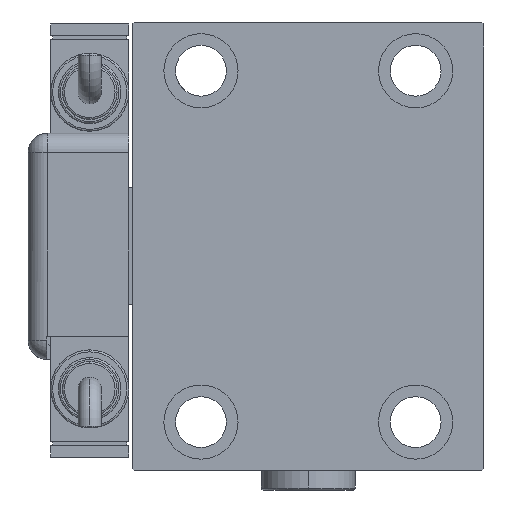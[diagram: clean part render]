
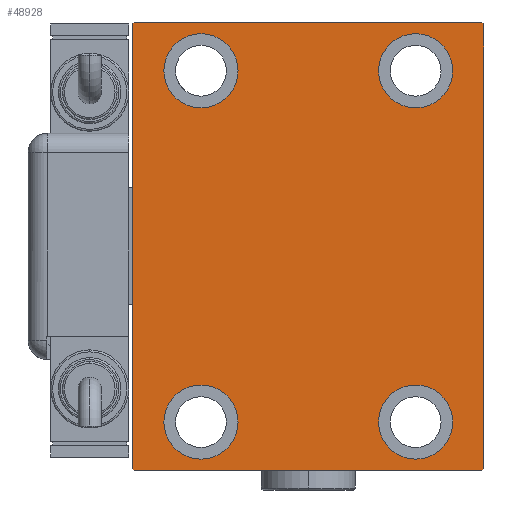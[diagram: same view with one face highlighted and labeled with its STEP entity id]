
A CAD part, left-side view. The second image highlights one B-rep face of the part: STEP entity #48928.
In plain terms, the highlighted face is planar.
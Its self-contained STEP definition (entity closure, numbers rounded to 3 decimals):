
#63 = AXIS2_PLACEMENT_3D ( 'NONE', #16351, #35389, #30704 ) ;
#209 = DIRECTION ( 'NONE',  ( 0., -1., 0. ) ) ;
#540 = EDGE_CURVE ( 'NONE', #43260, #39034, #33737, .T. ) ;
#803 = VERTEX_POINT ( 'NONE', #17864 ) ;
#1235 = ORIENTED_EDGE ( 'NONE', *, *, #27460, .T. ) ;
#1597 = EDGE_CURVE ( 'NONE', #29432, #8923, #45355, .T. ) ;
#1723 = CARTESIAN_POINT ( 'NONE',  ( 108., 51., -51. ) ) ;
#1907 = DIRECTION ( 'NONE',  ( 0., 0., 1. ) ) ;
#2118 = DIRECTION ( 'NONE',  ( 0., 0., 1. ) ) ;
#3724 = EDGE_CURVE ( 'NONE', #23007, #16407, #37673, .T. ) ;
#5303 = AXIS2_PLACEMENT_3D ( 'NONE', #14699, #39338, #19695 ) ;
#5409 = DIRECTION ( 'NONE',  ( -1., 0., 0. ) ) ;
#5498 = CARTESIAN_POINT ( 'NONE',  ( 108., -27.5, -45. ) ) ;
#6100 = EDGE_LOOP ( 'NONE', ( #33414, #28373 ) ) ;
#6172 = VERTEX_POINT ( 'NONE', #32356 ) ;
#6389 = EDGE_CURVE ( 'NONE', #44032, #51459, #25168, .T. ) ;
#6943 = VECTOR ( 'NONE', #209, 1000. ) ;
#6983 = EDGE_CURVE ( 'NONE', #26350, #59274, #32731, .T. ) ;
#7440 = DIRECTION ( 'NONE',  ( 0., 1., 0. ) ) ;
#8265 = CARTESIAN_POINT ( 'NONE',  ( 108., -27.5, 45. ) ) ;
#8547 = CARTESIAN_POINT ( 'NONE',  ( 108., 45., -57. ) ) ;
#8923 = VERTEX_POINT ( 'NONE', #56330 ) ;
#11483 = CIRCLE ( 'NONE', #30430, 9.5 ) ;
#11623 = FACE_OUTER_BOUND ( 'NONE', #47751, .T. ) ;
#11719 = DIRECTION ( 'NONE',  ( 0., 0.707, 0.707 ) ) ;
#11870 = ORIENTED_EDGE ( 'NONE', *, *, #38377, .T. ) ;
#12236 = ORIENTED_EDGE ( 'NONE', *, *, #1597, .T. ) ;
#13286 = ORIENTED_EDGE ( 'NONE', *, *, #3724, .T. ) ;
#13560 = DIRECTION ( 'NONE',  ( 0., 0., 1. ) ) ;
#13589 = ORIENTED_EDGE ( 'NONE', *, *, #6983, .T. ) ;
#13743 = ORIENTED_EDGE ( 'NONE', *, *, #41849, .T. ) ;
#14005 = CIRCLE ( 'NONE', #63, 9.5 ) ;
#14699 = CARTESIAN_POINT ( 'NONE',  ( 108., -27.5, -45. ) ) ;
#14910 = DIRECTION ( 'NONE',  ( -1., 0., 0. ) ) ;
#15032 = CARTESIAN_POINT ( 'NONE',  ( 108., 45., -57.5 ) ) ;
#15217 = CARTESIAN_POINT ( 'NONE',  ( 108., 27.5, 45. ) ) ;
#16351 = CARTESIAN_POINT ( 'NONE',  ( 108., -27.5, 45. ) ) ;
#16407 = VERTEX_POINT ( 'NONE', #29764 ) ;
#16724 = VERTEX_POINT ( 'NONE', #34099 ) ;
#16770 = DIRECTION ( 'NONE',  ( 0., -0.707, -0.707 ) ) ;
#16937 = VERTEX_POINT ( 'NONE', #45934 ) ;
#17739 = CARTESIAN_POINT ( 'NONE',  ( 108., -45., -57.5 ) ) ;
#17864 = CARTESIAN_POINT ( 'NONE',  ( 108., 45., 57. ) ) ;
#18577 = CARTESIAN_POINT ( 'NONE',  ( 108., -44.5, -57.5 ) ) ;
#18708 = VECTOR ( 'NONE', #11719, 1000. ) ;
#19488 = CIRCLE ( 'NONE', #54376, 9.5 ) ;
#19695 = DIRECTION ( 'NONE',  ( 0., 0., 1. ) ) ;
#19865 = CARTESIAN_POINT ( 'NONE',  ( 108., 27.5, -45. ) ) ;
#21344 = DIRECTION ( 'NONE',  ( 0., 0., -1. ) ) ;
#21933 = DIRECTION ( 'NONE',  ( 0., 0., -1. ) ) ;
#22234 = FACE_BOUND ( 'NONE', #6100, .T. ) ;
#22390 = LINE ( 'NONE', #55782, #31634 ) ;
#22769 = AXIS2_PLACEMENT_3D ( 'NONE', #34918, #35519, #2118 ) ;
#23007 = VERTEX_POINT ( 'NONE', #38387 ) ;
#23642 = DIRECTION ( 'NONE',  ( -1., 0., 0. ) ) ;
#23897 = EDGE_LOOP ( 'NONE', ( #37967, #1235 ) ) ;
#24564 = DIRECTION ( 'NONE',  ( 0., 0., 1. ) ) ;
#25015 = CARTESIAN_POINT ( 'NONE',  ( 108., 51., 51. ) ) ;
#25168 = LINE ( 'NONE', #1723, #18708 ) ;
#25256 = ORIENTED_EDGE ( 'NONE', *, *, #33953, .T. ) ;
#25326 = DIRECTION ( 'NONE',  ( 0., -0.707, 0.707 ) ) ;
#26350 = VERTEX_POINT ( 'NONE', #59631 ) ;
#26685 = VERTEX_POINT ( 'NONE', #28940 ) ;
#26934 = EDGE_LOOP ( 'NONE', ( #13589, #13743 ) ) ;
#27024 = EDGE_CURVE ( 'NONE', #8923, #27765, #58105, .T. ) ;
#27460 = EDGE_CURVE ( 'NONE', #26685, #16937, #37226, .T. ) ;
#27765 = VERTEX_POINT ( 'NONE', #18577 ) ;
#27811 = EDGE_LOOP ( 'NONE', ( #49230, #60679 ) ) ;
#28308 = EDGE_CURVE ( 'NONE', #803, #23007, #34991, .T. ) ;
#28373 = ORIENTED_EDGE ( 'NONE', *, *, #540, .T. ) ;
#28940 = CARTESIAN_POINT ( 'NONE',  ( 108., -27.5, -35.5 ) ) ;
#29432 = VERTEX_POINT ( 'NONE', #33538 ) ;
#29764 = CARTESIAN_POINT ( 'NONE',  ( 108., -44.5, 57.5 ) ) ;
#30430 = AXIS2_PLACEMENT_3D ( 'NONE', #46044, #5409, #13560 ) ;
#30600 = CIRCLE ( 'NONE', #41554, 9.5 ) ;
#30704 = DIRECTION ( 'NONE',  ( 0., 0., 1. ) ) ;
#30756 = AXIS2_PLACEMENT_3D ( 'NONE', #8265, #36380, #61019 ) ;
#31014 = CARTESIAN_POINT ( 'NONE',  ( 108., -45., 57.5 ) ) ;
#31192 = EDGE_CURVE ( 'NONE', #6172, #16724, #19488, .T. ) ;
#31514 = ORIENTED_EDGE ( 'NONE', *, *, #27024, .T. ) ;
#31634 = VECTOR ( 'NONE', #16770, 1000. ) ;
#32097 = LINE ( 'NONE', #17739, #59691 ) ;
#32233 = CIRCLE ( 'NONE', #5303, 9.5 ) ;
#32356 = CARTESIAN_POINT ( 'NONE',  ( 108., 27.5, -54.5 ) ) ;
#32731 = CIRCLE ( 'NONE', #22769, 9.5 ) ;
#33414 = ORIENTED_EDGE ( 'NONE', *, *, #53487, .T. ) ;
#33538 = CARTESIAN_POINT ( 'NONE',  ( 108., -45., 57. ) ) ;
#33737 = CIRCLE ( 'NONE', #30756, 9.5 ) ;
#33953 = EDGE_CURVE ( 'NONE', #16407, #29432, #22390, .T. ) ;
#34099 = CARTESIAN_POINT ( 'NONE',  ( 108., 27.5, -35.5 ) ) ;
#34573 = DIRECTION ( 'NONE',  ( 0., 0., 1. ) ) ;
#34918 = CARTESIAN_POINT ( 'NONE',  ( 108., 27.5, 45. ) ) ;
#34991 = LINE ( 'NONE', #25015, #61206 ) ;
#35344 = FACE_BOUND ( 'NONE', #26934, .T. ) ;
#35389 = DIRECTION ( 'NONE',  ( -1., 0., 0. ) ) ;
#35391 = CARTESIAN_POINT ( 'NONE',  ( 108., -27.5, 35.5 ) ) ;
#35519 = DIRECTION ( 'NONE',  ( -1., 0., 0. ) ) ;
#36380 = DIRECTION ( 'NONE',  ( -1., 0., 0. ) ) ;
#36929 = EDGE_CURVE ( 'NONE', #16724, #6172, #11483, .T. ) ;
#37226 = CIRCLE ( 'NONE', #56158, 9.5 ) ;
#37339 = CARTESIAN_POINT ( 'NONE',  ( 108., 44.5, -57.5 ) ) ;
#37673 = LINE ( 'NONE', #47952, #6943 ) ;
#37967 = ORIENTED_EDGE ( 'NONE', *, *, #60396, .T. ) ;
#38282 = ORIENTED_EDGE ( 'NONE', *, *, #49923, .T. ) ;
#38377 = EDGE_CURVE ( 'NONE', #51459, #803, #44364, .T. ) ;
#38387 = CARTESIAN_POINT ( 'NONE',  ( 108., 44.5, 57.5 ) ) ;
#38870 = AXIS2_PLACEMENT_3D ( 'NONE', #45011, #59682, #21933 ) ;
#38891 = DIRECTION ( 'NONE',  ( -1., 0., 0. ) ) ;
#39034 = VERTEX_POINT ( 'NONE', #35391 ) ;
#39338 = DIRECTION ( 'NONE',  ( -1., 0., 0. ) ) ;
#40214 = VECTOR ( 'NONE', #43131, 1000. ) ;
#41554 = AXIS2_PLACEMENT_3D ( 'NONE', #15217, #14910, #34573 ) ;
#41849 = EDGE_CURVE ( 'NONE', #59274, #26350, #30600, .T. ) ;
#42828 = CARTESIAN_POINT ( 'NONE',  ( 108., -51., -51. ) ) ;
#43131 = DIRECTION ( 'NONE',  ( 0., 0.707, -0.707 ) ) ;
#43260 = VERTEX_POINT ( 'NONE', #44478 ) ;
#43571 = DIRECTION ( 'NONE',  ( 0., 0., 1. ) ) ;
#44032 = VERTEX_POINT ( 'NONE', #37339 ) ;
#44364 = LINE ( 'NONE', #15032, #46407 ) ;
#44478 = CARTESIAN_POINT ( 'NONE',  ( 108., -27.5, 54.5 ) ) ;
#45011 = CARTESIAN_POINT ( 'NONE',  ( 108., 0., 0. ) ) ;
#45320 = FACE_BOUND ( 'NONE', #23897, .T. ) ;
#45355 = LINE ( 'NONE', #31014, #54725 ) ;
#45934 = CARTESIAN_POINT ( 'NONE',  ( 108., -27.5, -54.5 ) ) ;
#46044 = CARTESIAN_POINT ( 'NONE',  ( 108., 27.5, -45. ) ) ;
#46407 = VECTOR ( 'NONE', #1907, 1000. ) ;
#47751 = EDGE_LOOP ( 'NONE', ( #13286, #25256, #12236, #31514, #38282, #58047, #11870, #53460 ) ) ;
#47952 = CARTESIAN_POINT ( 'NONE',  ( 108., 45., 57.5 ) ) ;
#48928 = ADVANCED_FACE ( 'NONE', ( #45320, #22234, #35344, #54383, #11623 ), #49687, .T. ) ;
#49230 = ORIENTED_EDGE ( 'NONE', *, *, #31192, .T. ) ;
#49687 = PLANE ( 'NONE',  #38870 ) ;
#49923 = EDGE_CURVE ( 'NONE', #27765, #44032, #32097, .T. ) ;
#51459 = VERTEX_POINT ( 'NONE', #8547 ) ;
#52159 = CARTESIAN_POINT ( 'NONE',  ( 108., 27.5, 54.5 ) ) ;
#53460 = ORIENTED_EDGE ( 'NONE', *, *, #28308, .T. ) ;
#53487 = EDGE_CURVE ( 'NONE', #39034, #43260, #14005, .T. ) ;
#54376 = AXIS2_PLACEMENT_3D ( 'NONE', #19865, #38891, #43571 ) ;
#54383 = FACE_BOUND ( 'NONE', #27811, .T. ) ;
#54725 = VECTOR ( 'NONE', #21344, 1000. ) ;
#55782 = CARTESIAN_POINT ( 'NONE',  ( 108., -51., 51. ) ) ;
#56158 = AXIS2_PLACEMENT_3D ( 'NONE', #5498, #23642, #24564 ) ;
#56330 = CARTESIAN_POINT ( 'NONE',  ( 108., -45., -57. ) ) ;
#58047 = ORIENTED_EDGE ( 'NONE', *, *, #6389, .T. ) ;
#58105 = LINE ( 'NONE', #42828, #40214 ) ;
#59274 = VERTEX_POINT ( 'NONE', #52159 ) ;
#59631 = CARTESIAN_POINT ( 'NONE',  ( 108., 27.5, 35.5 ) ) ;
#59682 = DIRECTION ( 'NONE',  ( 1., 0., 0. ) ) ;
#59691 = VECTOR ( 'NONE', #7440, 1000. ) ;
#60396 = EDGE_CURVE ( 'NONE', #16937, #26685, #32233, .T. ) ;
#60679 = ORIENTED_EDGE ( 'NONE', *, *, #36929, .T. ) ;
#61019 = DIRECTION ( 'NONE',  ( 0., 0., 1. ) ) ;
#61206 = VECTOR ( 'NONE', #25326, 1000. ) ;
